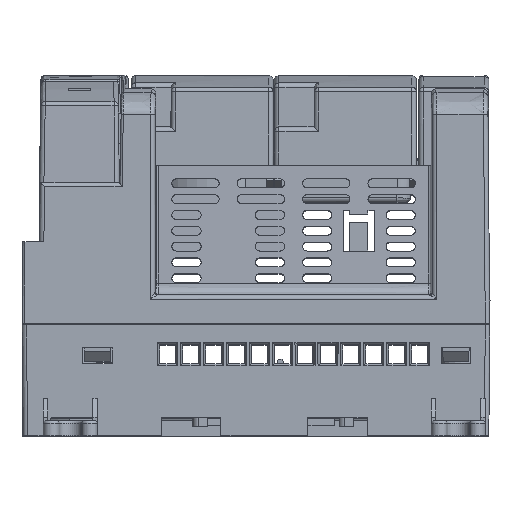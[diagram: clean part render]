
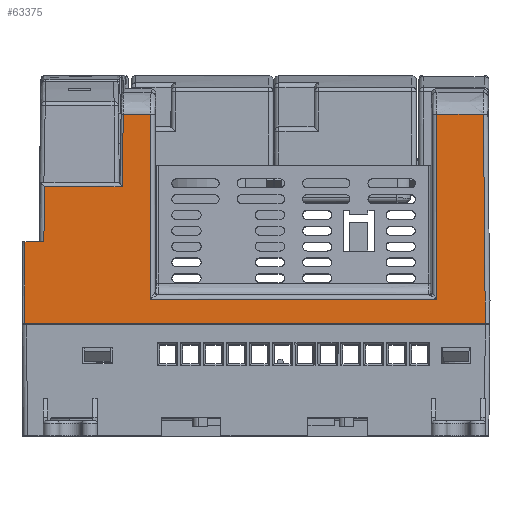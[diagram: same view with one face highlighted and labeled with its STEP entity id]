
A CAD part, top view. The second image highlights one B-rep face of the part: STEP entity #63375.
In plain terms, the highlighted planar face has unit normal (0, 0.009, 1).
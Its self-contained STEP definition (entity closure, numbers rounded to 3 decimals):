
#41415=DIRECTION('',(1.,0.,0.));
#41416=VECTOR('',#41415,102.2);
#41417=CARTESIAN_POINT('',(-53.2,25.,45.));
#41418=LINE('',#41417,#41416);
#41423=CARTESIAN_POINT('',(49.,25.,45.));
#41706=DIRECTION('',(-1.,0.,0.));
#41707=VECTOR('',#41706,4.2);
#41708=CARTESIAN_POINT('',(-48.843,43.,44.843));
#41709=LINE('',#41708,#41707);
#41714=CARTESIAN_POINT('',(-53.043,43.,44.843));
#42083=DIRECTION('',(0.,-1.,0.009));
#42084=VECTOR('',#42083,41.05);
#42085=CARTESIAN_POINT('',(38.208,71.307,44.596));
#42086=LINE('',#42085,#42084);
#42087=DIRECTION('',(1.,0.,0.));
#42088=VECTOR('',#42087,10.388);
#42089=CARTESIAN_POINT('',(38.208,71.307,44.596));
#42090=LINE('',#42089,#42088);
#42091=DIRECTION('',(-0.009,1.,-0.009));
#42092=VECTOR('',#42091,46.311);
#42093=CARTESIAN_POINT('',(49.,25.,45.));
#42094=LINE('',#42093,#42092);
#42095=DIRECTION('',(0.009,1.,-0.009));
#42096=VECTOR('',#42095,18.001);
#42097=CARTESIAN_POINT('',(-53.2,25.,45.));
#42098=LINE('',#42097,#42096);
#42099=DIRECTION('',(0.009,1.,-0.009));
#42100=VECTOR('',#42099,12.22);
#42101=CARTESIAN_POINT('',(-48.843,43.,44.843));
#42102=LINE('',#42101,#42100);
#42103=DIRECTION('',(1.,0.,0.));
#42104=VECTOR('',#42103,17.219);
#42105=CARTESIAN_POINT('',(-48.736,55.219,
44.736));
#42106=LINE('',#42105,#42104);
#42107=DIRECTION('',(0.017,1.,-0.009));
#42108=VECTOR('',#42107,16.091);
#42109=CARTESIAN_POINT('',(-31.517,55.219,
44.736));
#42110=LINE('',#42109,#42108);
#42111=DIRECTION('',(1.,0.,0.));
#42112=VECTOR('',#42111,6.029);
#42113=CARTESIAN_POINT('',(-31.236,71.307,44.596));
#42114=LINE('',#42113,#42112);
#42115=DIRECTION('',(0.,1.,-0.009));
#42116=VECTOR('',#42115,41.05);
#42117=CARTESIAN_POINT('',(-25.202,30.259,
44.954));
#42118=LINE('',#42117,#42116);
#55251=DIRECTION('',(-1.,0.,0.));
#55252=VECTOR('',#55251,63.403);
#55253=CARTESIAN_POINT('',(38.202,30.259,44.954));
#55254=LINE('',#55253,#55252);
#59081=CARTESIAN_POINT('',(-31.517,55.219,
44.736));
#59082=CARTESIAN_POINT('',(-31.236,71.307,44.596));
#59083=VERTEX_POINT('',#59081);
#59084=VERTEX_POINT('',#59082);
#59096=CARTESIAN_POINT('',(-48.843,43.,44.843));
#59097=CARTESIAN_POINT('',(-48.736,55.219,
44.736));
#59098=VERTEX_POINT('',#59096);
#59099=VERTEX_POINT('',#59097);
#59159=VERTEX_POINT('',#41714);
#59160=CARTESIAN_POINT('',(-53.2,25.,45.));
#59161=VERTEX_POINT('',#59160);
#61388=CARTESIAN_POINT('',(38.208,71.307,44.596));
#61389=CARTESIAN_POINT('',(38.202,30.259,44.954));
#61390=VERTEX_POINT('',#61388);
#61391=VERTEX_POINT('',#61389);
#61392=CARTESIAN_POINT('',(-25.202,30.259,
44.954));
#61393=CARTESIAN_POINT('',(-25.208,71.307,
44.596));
#61394=VERTEX_POINT('',#61392);
#61395=VERTEX_POINT('',#61393);
#61830=VERTEX_POINT('',#41423);
#61831=CARTESIAN_POINT('',(48.596,71.307,44.596));
#61832=VERTEX_POINT('',#61831);
#63347=CARTESIAN_POINT('',(-55.555,25.,45.));
#63348=DIRECTION('',(0.,0.009,1.));
#63349=DIRECTION('',(-1.,0.,0.));
#63350=AXIS2_PLACEMENT_3D('',#63347,#63348,#63349);
#63351=PLANE('',#63350);
#63353=ORIENTED_EDGE('',*,*,#63352,.F.);
#63355=ORIENTED_EDGE('',*,*,#63354,.T.);
#63356=ORIENTED_EDGE('',*,*,#63339,.F.);
#63357=ORIENTED_EDGE('',*,*,#62778,.F.);
#63359=ORIENTED_EDGE('',*,*,#63358,.T.);
#63360=ORIENTED_EDGE('',*,*,#62968,.F.);
#63362=ORIENTED_EDGE('',*,*,#63361,.T.);
#63364=ORIENTED_EDGE('',*,*,#63363,.T.);
#63366=ORIENTED_EDGE('',*,*,#63365,.T.);
#63368=ORIENTED_EDGE('',*,*,#63367,.T.);
#63370=ORIENTED_EDGE('',*,*,#63369,.F.);
#63372=ORIENTED_EDGE('',*,*,#63371,.F.);
#63373=EDGE_LOOP('',(#63353,#63355,#63356,#63357,#63359,#63360,#63362,#63364,
#63366,#63368,#63370,#63372));
#63374=FACE_OUTER_BOUND('',#63373,.F.);
#63375=ADVANCED_FACE('',(#63374),#63351,.T.);
#62778=EDGE_CURVE('',#59161,#61830,#41418,.T.);
#62968=EDGE_CURVE('',#59098,#59159,#41709,.T.);
#63339=EDGE_CURVE('',#61830,#61832,#42094,.T.);
#63352=EDGE_CURVE('',#61390,#61391,#42086,.T.);
#63354=EDGE_CURVE('',#61390,#61832,#42090,.T.);
#63358=EDGE_CURVE('',#59161,#59159,#42098,.T.);
#63361=EDGE_CURVE('',#59098,#59099,#42102,.T.);
#63363=EDGE_CURVE('',#59099,#59083,#42106,.T.);
#63365=EDGE_CURVE('',#59083,#59084,#42110,.T.);
#63367=EDGE_CURVE('',#59084,#61395,#42114,.T.);
#63369=EDGE_CURVE('',#61394,#61395,#42118,.T.);
#63371=EDGE_CURVE('',#61391,#61394,#55254,.T.);
